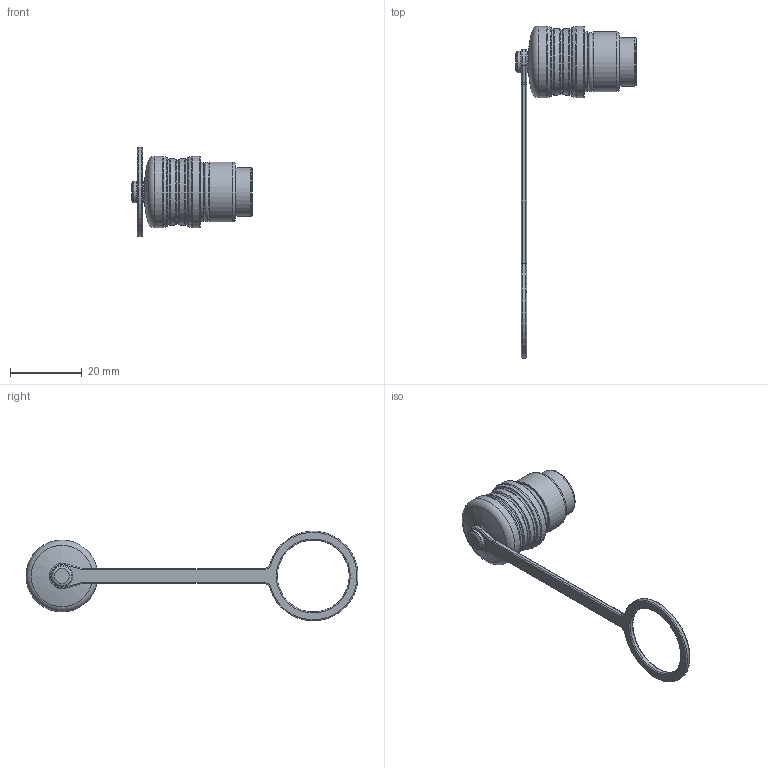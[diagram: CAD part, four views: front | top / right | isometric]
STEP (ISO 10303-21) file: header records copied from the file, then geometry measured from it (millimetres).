
FILE_DESCRIPTION(/* description */ (''),/* implementation_level */ '2;1');
FILE_NAME(/* name */ '08 2679 000 001 001_00.stp',/* time_stamp */ '2018-07-17T14:39:41+02:00',/* author */ (''),/* organization */ (''),/* preprocessor_version */ 'ST-DEVELOPER v16',/* originating_system */ 'SIEMENS PLM Software NX 11.0',/* authorisation */ '');
FILE_SCHEMA (('AUTOMOTIVE_DESIGN { 1 0 10303 214 3 1 1 1 }'));
Length unit declared in the file: millimetre
Products named in the file (1): cerl0F604FB5zyn5
Bounding box: 33.5 x 92.45 x 24.93 mm (x, y, z)
Volume: 4802.2 mm3; surface area: 4585.2 mm2
Topology: 1 solids, 1 shells, 93 faces, 195 edges, 113 vertices
Faces by surface type: torus 45, cylinder 27, plane 15, cone 5, bspline 1
Full cylindrical faces by diameter (mm): 3.9 x1, 4 x1, 6 x2, 12 x1, 13.6 x1, 14.8 x2, 16.7 x2, 20 x3
Entity records: 2171 total; most frequent: DIRECTION 424, CARTESIAN_POINT 356, ORIENTED_EDGE 264, AXIS2_PLACEMENT_3D 199, EDGE_LOOP 156, EDGE_CURVE 132, FACE_BOUND 126, CIRCLE 106
